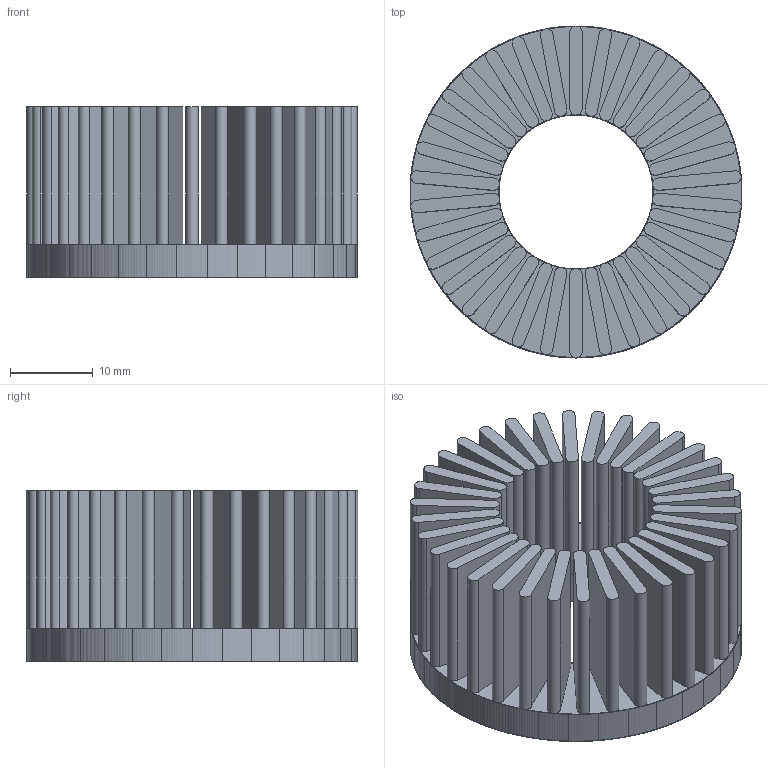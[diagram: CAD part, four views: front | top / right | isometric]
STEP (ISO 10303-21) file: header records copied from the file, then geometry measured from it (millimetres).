
FILE_DESCRIPTION (( 'STEP AP203' ), '1' );
FILE_NAME ('heatsink_stp.STEP', '2025-06-17T18:44:12', ( '' ), ( '' ), 'SwSTEP 2.0', 'SolidWorks 2025', '' );
FILE_SCHEMA (( 'CONFIG_CONTROL_DESIGN' ));
Length unit declared in the file: millimetre
Products named in the file (1): heatsink_stp
Bounding box: 40 x 40 x 20.6 mm (x, y, z)
Surface area: 105063.9 mm2
Topology: 34 solids, 34 shells, 408 faces, 952 edges, 612 vertices
Faces by surface type: cylinder 204, plane 204
Entity records: 11983 total; most frequent: DIRECTION 2314, CARTESIAN_POINT 1973, ORIENTED_EDGE 1904, AXIS2_PLACEMENT_3D 953, EDGE_CURVE 952, VERTEX_POINT 612, CIRCLE 544, EDGE_LOOP 476
